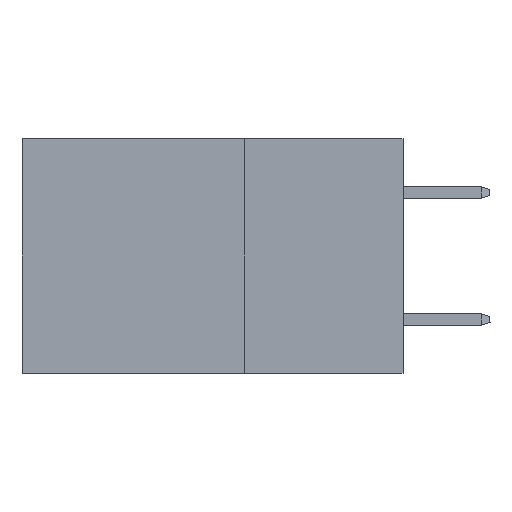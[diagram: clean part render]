
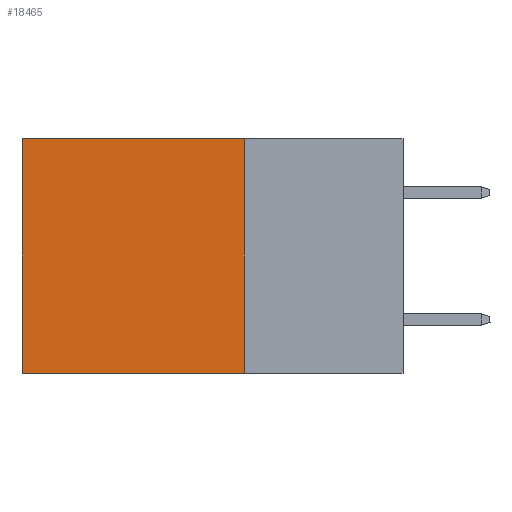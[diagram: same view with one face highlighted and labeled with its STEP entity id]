
A CAD part, left-side view. The second image highlights one B-rep face of the part: STEP entity #18465.
In plain terms, the highlighted planar face has unit normal (-1, 0, 0).
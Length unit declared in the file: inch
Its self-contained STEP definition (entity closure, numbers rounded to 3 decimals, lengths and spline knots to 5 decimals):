
#645 = ORIENTED_EDGE ( 'NONE', *, *, #19657, .T. ) ;
#655 = CARTESIAN_POINT ( 'NONE',  ( 0.2875, 0.25, -0.37 ) ) ;
#987 = VECTOR ( 'NONE', #9392, 39.37008 ) ;
#1298 = EDGE_LOOP ( 'NONE', ( #645, #19566, #9059, #20099 ) ) ;
#2234 = VERTEX_POINT ( 'NONE', #14898 ) ;
#3992 = LINE ( 'NONE', #7337, #11949 ) ;
#4788 = CARTESIAN_POINT ( 'NONE',  ( 0.2875, 0.6, -0.37 ) ) ;
#5219 = EDGE_CURVE ( 'NONE', #12228, #14031, #18042, .T. ) ;
#5827 = LINE ( 'NONE', #11989, #9769 ) ;
#6428 = PLANE ( 'NONE',  #16015 ) ;
#6528 = CARTESIAN_POINT ( 'NONE',  ( 0.2875, 0.25, 0. ) ) ;
#7337 = CARTESIAN_POINT ( 'NONE',  ( 0.2875, 0.25, 0. ) ) ;
#7494 = DIRECTION ( 'NONE',  ( 0., 0., -1. ) ) ;
#8080 = DIRECTION ( 'NONE',  ( 0., 0., -1. ) ) ;
#9059 = ORIENTED_EDGE ( 'NONE', *, *, #5219, .F. ) ;
#9082 = VERTEX_POINT ( 'NONE', #4788 ) ;
#9392 = DIRECTION ( 'NONE',  ( 0., 1., 0. ) ) ;
#9536 = FACE_OUTER_BOUND ( 'NONE', #1298, .T. ) ;
#9769 = VECTOR ( 'NONE', #7494, 39.37008 ) ;
#9874 = EDGE_CURVE ( 'NONE', #12228, #2234, #3992, .T. ) ;
#11791 = CARTESIAN_POINT ( 'NONE',  ( 0.2875, 0.25, 0. ) ) ;
#11949 = VECTOR ( 'NONE', #13679, 39.37008 ) ;
#11989 = CARTESIAN_POINT ( 'NONE',  ( 0.2875, 0.6, 0. ) ) ;
#12228 = VERTEX_POINT ( 'NONE', #11791 ) ;
#12775 = DIRECTION ( 'NONE',  ( 1., 0., 0. ) ) ;
#13151 = DIRECTION ( 'NONE',  ( 0., 0., -1. ) ) ;
#13665 = VECTOR ( 'NONE', #13151, 39.37008 ) ;
#13679 = DIRECTION ( 'NONE',  ( 0., 1., 0. ) ) ;
#14031 = VERTEX_POINT ( 'NONE', #655 ) ;
#14251 = CARTESIAN_POINT ( 'NONE',  ( 0.2875, 0.25, -0.37 ) ) ;
#14898 = CARTESIAN_POINT ( 'NONE',  ( 0.2875, 0.6, 0. ) ) ;
#16015 = AXIS2_PLACEMENT_3D ( 'NONE', #6528, #12775, #8080 ) ;
#16370 = CARTESIAN_POINT ( 'NONE',  ( 0.2875, 0.25, 0. ) ) ;
#17942 = EDGE_CURVE ( 'NONE', #14031, #9082, #20323, .T. ) ;
#18042 = LINE ( 'NONE', #16370, #13665 ) ;
#18465 = ADVANCED_FACE ( 'NONE', ( #9536 ), #6428, .F. ) ;
#19566 = ORIENTED_EDGE ( 'NONE', *, *, #17942, .F. ) ;
#19657 = EDGE_CURVE ( 'NONE', #2234, #9082, #5827, .T. ) ;
#20099 = ORIENTED_EDGE ( 'NONE', *, *, #9874, .T. ) ;
#20323 = LINE ( 'NONE', #14251, #987 ) ;
